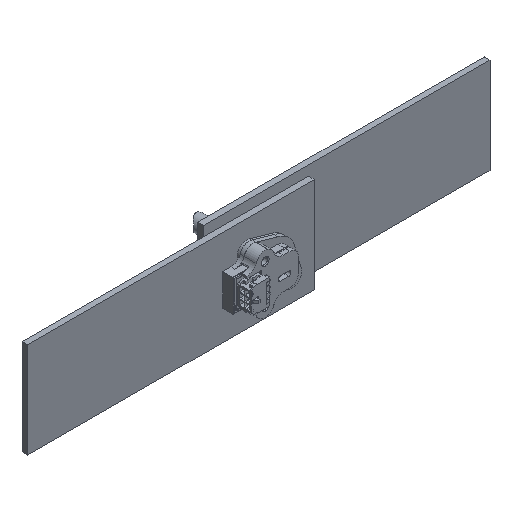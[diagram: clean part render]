
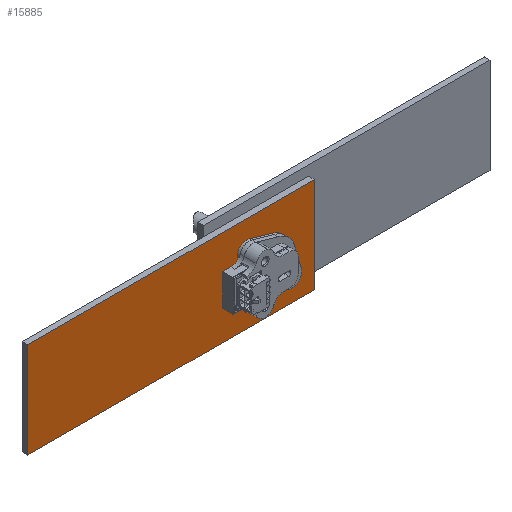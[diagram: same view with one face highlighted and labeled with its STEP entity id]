
A CAD part, isometric view. The second image highlights one B-rep face of the part: STEP entity #15885.
In plain terms, the highlighted planar face has unit normal (0, -1, 0).
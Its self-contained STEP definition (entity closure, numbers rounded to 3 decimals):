
#687=FACE_BOUND('',#6557,.T.);
#688=FACE_BOUND('',#6558,.T.);
#689=FACE_BOUND('',#6559,.T.);
#690=FACE_BOUND('',#6560,.T.);
#787=CIRCLE('',#17180,1.265);
#789=CIRCLE('',#17183,1.265);
#791=CIRCLE('',#17186,1.265);
#793=CIRCLE('',#17189,8.);
#1152=PLANE('',#17196);
#1867=LINE('',#23274,#3669);
#1871=LINE('',#23282,#3673);
#1874=LINE('',#23288,#3676);
#1877=LINE('',#23293,#3679);
#3669=VECTOR('',#18599,10.);
#3673=VECTOR('',#18605,10.);
#3676=VECTOR('',#18610,10.);
#3679=VECTOR('',#18615,10.);
#5623=FACE_OUTER_BOUND('',#6556,.T.);
#6556=EDGE_LOOP('',(#11445,#11446,#11447,#11448));
#6557=EDGE_LOOP('',(#11449));
#6558=EDGE_LOOP('',(#11450));
#6559=EDGE_LOOP('',(#11451));
#6560=EDGE_LOOP('',(#11452));
#7672=VERTEX_POINT('',#23248);
#7674=VERTEX_POINT('',#23254);
#7676=VERTEX_POINT('',#23260);
#7678=VERTEX_POINT('',#23266);
#7680=VERTEX_POINT('',#23272);
#7681=VERTEX_POINT('',#23273);
#7684=VERTEX_POINT('',#23281);
#7686=VERTEX_POINT('',#23287);
#9140=EDGE_CURVE('',#7672,#7672,#787,.T.);
#9143=EDGE_CURVE('',#7674,#7674,#789,.T.);
#9146=EDGE_CURVE('',#7676,#7676,#791,.T.);
#9149=EDGE_CURVE('',#7678,#7678,#793,.T.);
#9152=EDGE_CURVE('',#7680,#7681,#1867,.T.);
#9156=EDGE_CURVE('',#7684,#7680,#1871,.T.);
#9159=EDGE_CURVE('',#7686,#7684,#1874,.T.);
#9162=EDGE_CURVE('',#7681,#7686,#1877,.T.);
#11445=ORIENTED_EDGE('',*,*,#9162,.F.);
#11446=ORIENTED_EDGE('',*,*,#9152,.F.);
#11447=ORIENTED_EDGE('',*,*,#9156,.F.);
#11448=ORIENTED_EDGE('',*,*,#9159,.F.);
#11449=ORIENTED_EDGE('',*,*,#9140,.T.);
#11450=ORIENTED_EDGE('',*,*,#9143,.T.);
#11451=ORIENTED_EDGE('',*,*,#9146,.T.);
#11452=ORIENTED_EDGE('',*,*,#9149,.T.);
#15885=ADVANCED_FACE('',(#5623,#687,#688,#689,#690),#1152,.F.);
#17180=AXIS2_PLACEMENT_3D('',#23249,#18571,#18572);
#17183=AXIS2_PLACEMENT_3D('',#23255,#18578,#18579);
#17186=AXIS2_PLACEMENT_3D('',#23261,#18585,#18586);
#17189=AXIS2_PLACEMENT_3D('',#23267,#18592,#18593);
#17196=AXIS2_PLACEMENT_3D('',#23296,#18619,#18620);
#18571=DIRECTION('center_axis',(0.,1.,0.));
#18572=DIRECTION('ref_axis',(0.,0.,-1.));
#18578=DIRECTION('center_axis',(0.,1.,0.));
#18579=DIRECTION('ref_axis',(0.,0.,-1.));
#18585=DIRECTION('center_axis',(0.,1.,0.));
#18586=DIRECTION('ref_axis',(0.,0.,-1.));
#18592=DIRECTION('center_axis',(0.,1.,0.));
#18593=DIRECTION('ref_axis',(0.,0.,-1.));
#18599=DIRECTION('',(-1.,0.,0.));
#18605=DIRECTION('',(0.,0.,-1.));
#18610=DIRECTION('',(1.,0.,0.));
#18615=DIRECTION('',(0.,0.,1.));
#18619=DIRECTION('center_axis',(0.,1.,0.));
#18620=DIRECTION('ref_axis',(1.,0.,0.));
#23248=CARTESIAN_POINT('',(10.253,0.,-8.989));
#23249=CARTESIAN_POINT('Origin',(10.253,0.,-10.253));
#23254=CARTESIAN_POINT('',(-10.253,0.,11.518));
#23255=CARTESIAN_POINT('Origin',(-10.253,0.,10.253));
#23260=CARTESIAN_POINT('',(-10.253,0.,-8.989));
#23261=CARTESIAN_POINT('Origin',(-10.253,0.,-10.253));
#23266=CARTESIAN_POINT('',(0.,0.,8.));
#23267=CARTESIAN_POINT('Origin',(0.,0.,0.));
#23272=CARTESIAN_POINT('',(25.,0.,-25.));
#23273=CARTESIAN_POINT('',(-125.,0.,-25.));
#23274=CARTESIAN_POINT('',(25.,0.,-25.));
#23281=CARTESIAN_POINT('',(25.,0.,25.));
#23282=CARTESIAN_POINT('',(25.,0.,25.));
#23287=CARTESIAN_POINT('',(-125.,0.,25.));
#23288=CARTESIAN_POINT('',(-125.,0.,25.));
#23293=CARTESIAN_POINT('',(-125.,0.,-25.));
#23296=CARTESIAN_POINT('Origin',(-50.,0.,0.));
